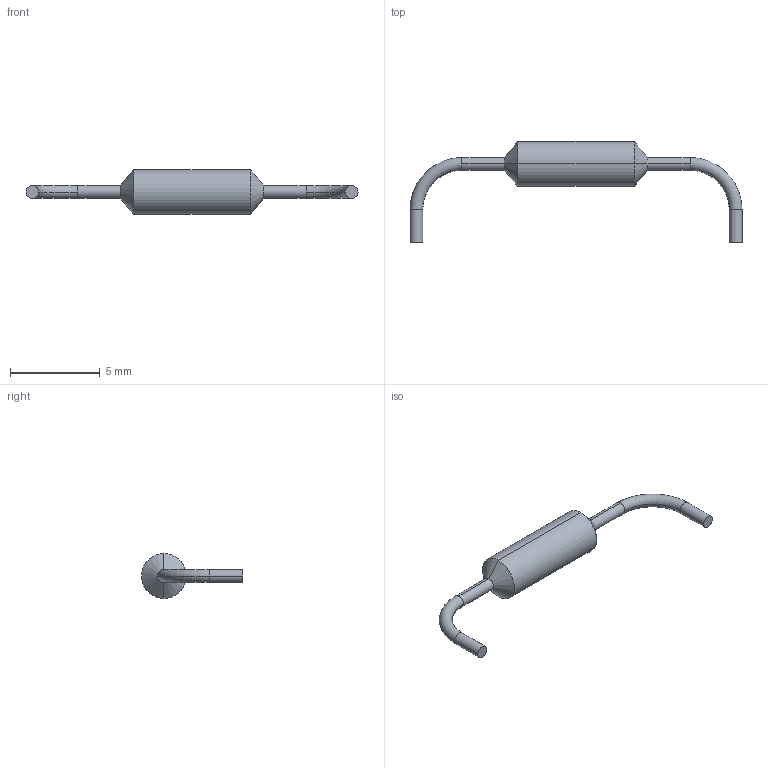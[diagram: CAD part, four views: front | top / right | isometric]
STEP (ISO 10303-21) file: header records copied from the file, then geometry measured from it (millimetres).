
FILE_DESCRIPTION (( 'STEP AP203' ), '1' );
FILE_NAME ('Vishay PR01 Resistor.STEP', '2015-12-03T09:09:15', ( '' ), ( '' ), 'SwSTEP 2.0', 'SolidWorks 2015', '' );
FILE_SCHEMA (( 'CONFIG_CONTROL_DESIGN' ));
Length unit declared in the file: inch
Products named in the file (1): Vishay PR01 Resistor
Bounding box: 18.51 x 5.63 x 2.5 mm (x, y, z)
Volume: 41.8 mm3; surface area: 110.1 mm2
Topology: 2 solids, 2 shells, 22 faces, 44 edges, 26 vertices
Faces by surface type: cylinder 10, torus 4, cone 4, plane 4
Entity records: 655 total; most frequent: DIRECTION 120, CARTESIAN_POINT 93, ORIENTED_EDGE 88, AXIS2_PLACEMENT_3D 53, EDGE_CURVE 44, CIRCLE 30, VERTEX_POINT 26, ADVANCED_FACE 22
